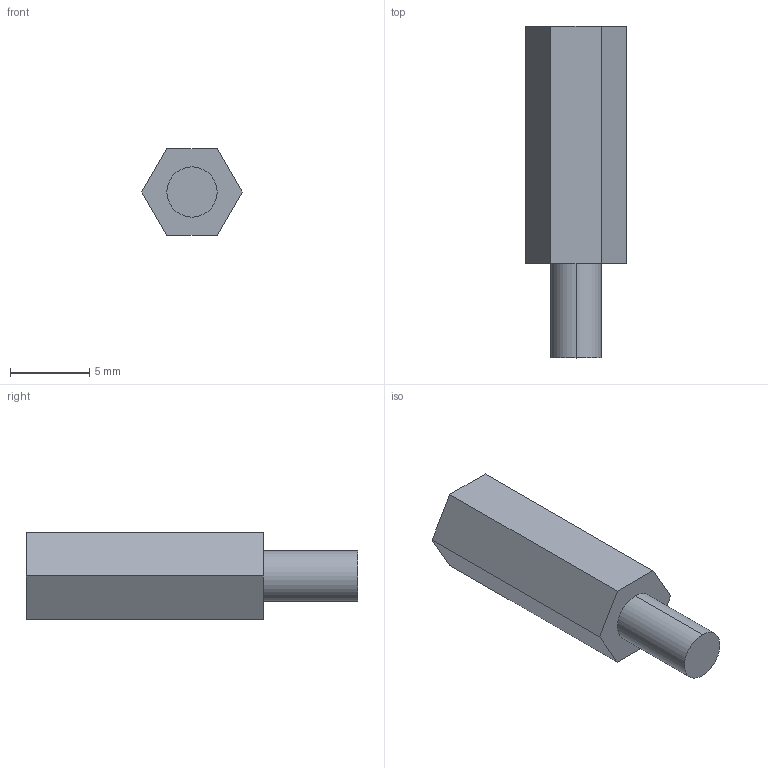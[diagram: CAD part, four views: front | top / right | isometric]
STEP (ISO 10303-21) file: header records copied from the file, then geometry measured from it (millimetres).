
FILE_DESCRIPTION (( 'STEP AP203' ), '1' );
FILE_NAME ('20-D103-A_Default_sldprt.STEP', '2023-06-05T00:25:38', ( '' ), ( '' ), 'SwSTEP 2.0', 'SolidWorks 2022', '' );
FILE_SCHEMA (( 'CONFIG_CONTROL_DESIGN' ));
Length unit declared in the file: millimetre
Products named in the file (1): 20-D103-A_Default_sldprt
Bounding box: 6.35 x 21 x 5.5 mm (x, y, z)
Volume: 396.1 mm3; surface area: 455.9 mm2
Topology: 1 solids, 1 shells, 15 faces, 34 edges, 21 vertices
Faces by surface type: plane 9, cylinder 4, cone 2
Entity records: 483 total; most frequent: DIRECTION 72, CARTESIAN_POINT 69, ORIENTED_EDGE 64, EDGE_CURVE 32, AXIS2_PLACEMENT_3D 24, LINE 24, VECTOR 24, VERTEX_POINT 21
